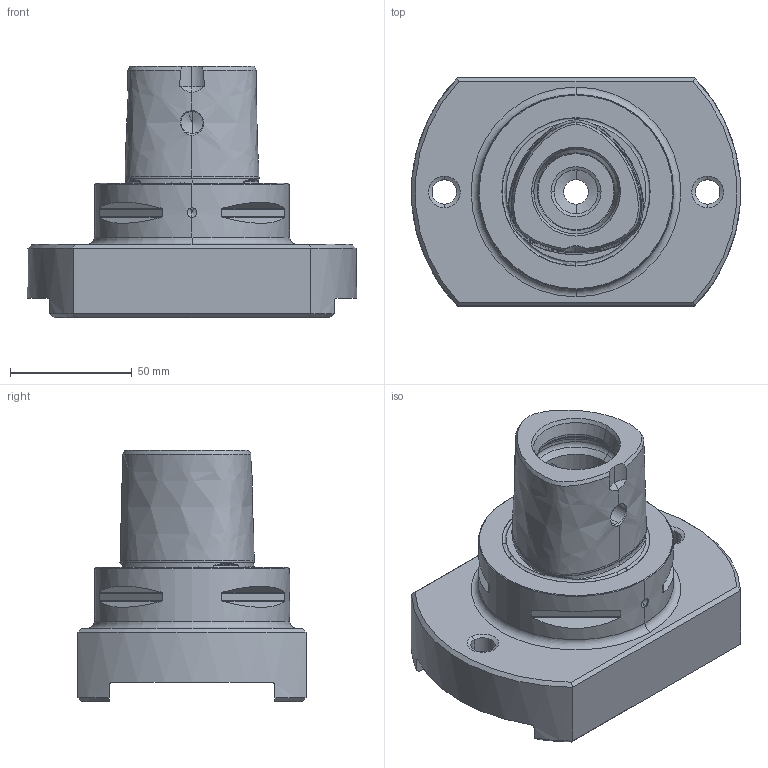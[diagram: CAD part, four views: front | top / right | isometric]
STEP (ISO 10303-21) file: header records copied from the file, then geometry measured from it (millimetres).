
FILE_DESCRIPTION(('no description'),'unknown implementation level');
FILE_NAME('0E85DA59-C42F-49E1-BCE3-3ED63C4DE3BB_export.stp',' ',('CIMSOURCE GmbH'),('CADClick - KiM GmbH - www.kimweb.de'),'unknown preprocess','ACIS','unknown authorization');
FILE_SCHEMA(('automotive_design'));
Length unit declared in the file: millimetre
Products named in the file (1): NONE
Bounding box: 135 x 93.5 x 103 mm (x, y, z)
Volume: 463455.3 mm3; surface area: 56911.3 mm2
Topology: 1 solids, 1 shells, 150 faces, 345 edges, 202 vertices
Faces by surface type: cone 50, cylinder 46, plane 32, torus 14, bspline 8
Entity records: 14220 total; most frequent: CARTESIAN_POINT 6987, STYLED_ITEM 694, PRESENTATION_STYLE_ASSIGNMENT 694, COLOUR_RGB 694, DIRECTION 690, ORIENTED_EDGE 682, EDGE_CURVE 341, CURVE_STYLE 341
